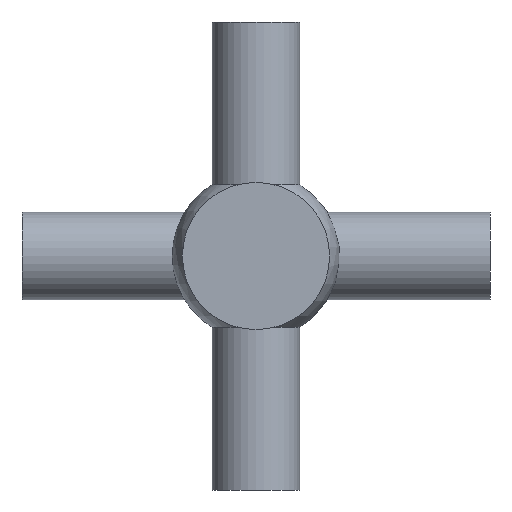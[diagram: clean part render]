
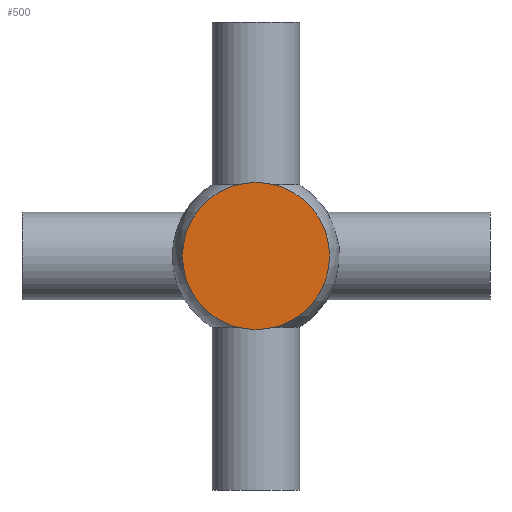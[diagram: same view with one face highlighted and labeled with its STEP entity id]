
A CAD part, front view. The second image highlights one B-rep face of the part: STEP entity #500.
In plain terms, the highlighted planar face has unit normal (0, -1, 0).
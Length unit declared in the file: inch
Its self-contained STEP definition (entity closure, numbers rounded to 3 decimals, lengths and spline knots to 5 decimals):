
#18=PLANE('',#611);
#66=FACE_OUTER_BOUND('',#102,.T.);
#102=EDGE_LOOP('',(#453,#454));
#169=CIRCLE('',#574,1.263);
#170=CIRCLE('',#575,1.263);
#228=VERTEX_POINT('',#901);
#229=VERTEX_POINT('',#903);
#294=EDGE_CURVE('',#228,#229,#169,.T.);
#295=EDGE_CURVE('',#229,#228,#170,.T.);
#453=ORIENTED_EDGE('',*,*,#295,.F.);
#454=ORIENTED_EDGE('',*,*,#294,.F.);
#500=ADVANCED_FACE('',(#66),#18,.F.);
#574=AXIS2_PLACEMENT_3D('',#904,#722,#723);
#575=AXIS2_PLACEMENT_3D('',#905,#724,#725);
#611=AXIS2_PLACEMENT_3D('',#964,#799,#800);
#722=DIRECTION('center_axis',(0.,1.,0.));
#723=DIRECTION('ref_axis',(-1.,0.,0.));
#724=DIRECTION('center_axis',(0.,1.,0.));
#725=DIRECTION('ref_axis',(-1.,0.,0.));
#799=DIRECTION('center_axis',(0.,1.,0.));
#800=DIRECTION('ref_axis',(-1.,0.,0.));
#901=CARTESIAN_POINT('',(1.263,-5.26,0.));
#903=CARTESIAN_POINT('',(-1.263,-5.26,0.));
#904=CARTESIAN_POINT('Origin',(0.,-5.26,0.));
#905=CARTESIAN_POINT('Origin',(0.,-5.26,0.));
#964=CARTESIAN_POINT('Origin',(0.,-5.26,0.));
